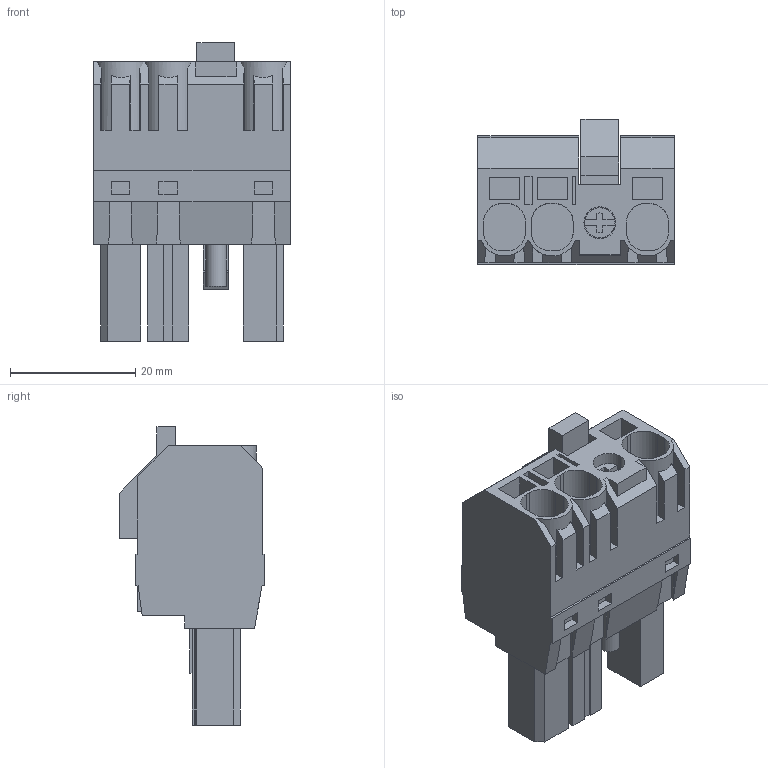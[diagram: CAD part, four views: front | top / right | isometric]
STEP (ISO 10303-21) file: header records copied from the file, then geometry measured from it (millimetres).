
FILE_DESCRIPTION(('CATIA V5 STEP Exchange','CAx-IF Rec.Pracs.--- Model Styling and Organization---1.4--- 2014-01-23'),'2;1');
FILE_NAME ('D1447948_1_1060650000_1060650000.stp','2023-09-07T12:49:09+00:00',('none'),('Weidmueller'),'CATIA Version 5-6 Release 2016 SP3 HF44','CATIA V5 STEP AP214','none');
FILE_SCHEMA(('AUTOMOTIVE_DESIGN { 1 0 10303 214 1 1 1 1 }'));
Length unit declared in the file: millimetre
Products named in the file (1): 1060650000
Bounding box: 31.38 x 23.2 x 47.7 mm (x, y, z)
Volume: 17153 mm3; surface area: 9289.7 mm2
Topology: 3 solids, 3 shells, 342 faces, 943 edges, 629 vertices
Faces by surface type: plane 317, cylinder 25
Entity records: 10455 total; most frequent: CARTESIAN_POINT 2007, ORIENTED_EDGE 1886, DIRECTION 1459, EDGE_CURVE 943, VECTOR 877, LINE 877, VERTEX_POINT 629, EDGE_LOOP 366
